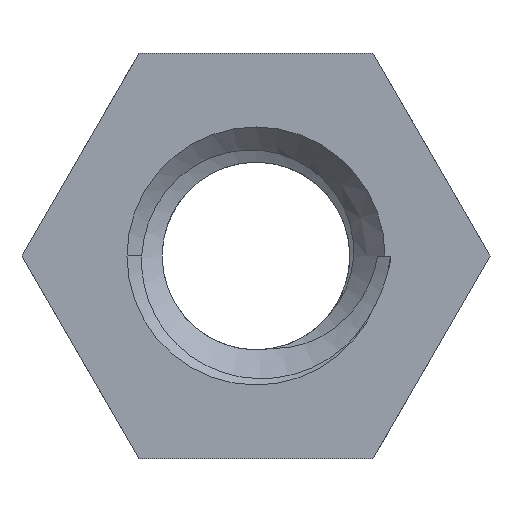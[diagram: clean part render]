
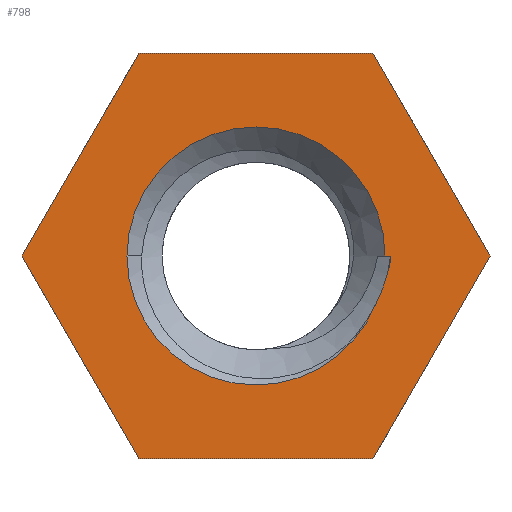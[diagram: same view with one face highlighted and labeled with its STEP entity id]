
A CAD part, front view. The second image highlights one B-rep face of the part: STEP entity #798.
In plain terms, the highlighted planar face has unit normal (0, -1, 0).
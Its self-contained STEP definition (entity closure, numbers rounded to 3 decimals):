
#2=DIRECTION('',(-0.5,0.,0.866));
#3=VECTOR('',#2,3.118);
#4=CARTESIAN_POINT('',(-1.559,0.,-2.7));
#5=LINE('',#4,#3);
#6=DIRECTION('',(0.5,0.,0.866));
#7=VECTOR('',#6,3.118);
#8=CARTESIAN_POINT('',(-3.118,0.,0.));
#9=LINE('',#8,#7);
#10=DIRECTION('',(1.,0.,0.));
#11=VECTOR('',#10,3.118);
#12=CARTESIAN_POINT('',(-1.559,0.,2.7));
#13=LINE('',#12,#11);
#14=DIRECTION('',(0.5,0.,-0.866));
#15=VECTOR('',#14,3.118);
#16=CARTESIAN_POINT('',(1.559,0.,2.7));
#17=LINE('',#16,#15);
#18=DIRECTION('',(-0.5,0.,-0.866));
#19=VECTOR('',#18,3.118);
#20=CARTESIAN_POINT('',(3.118,0.,0.));
#21=LINE('',#20,#19);
#22=DIRECTION('',(-1.,0.,0.));
#23=VECTOR('',#22,3.118);
#24=CARTESIAN_POINT('',(1.559,0.,-2.7));
#25=LINE('',#24,#23);
#26=DIRECTION('',(-1.,0.,0.));
#27=VECTOR('',#26,0.073);
#28=CARTESIAN_POINT('',(1.791,0.,0.));
#29=LINE('',#28,#27);
#30=CARTESIAN_POINT('',(0.,0.,0.));
#31=DIRECTION('',(0.,1.,0.));
#32=DIRECTION('',(-1.,0.,0.));
#33=AXIS2_PLACEMENT_3D('',#30,#31,#32);
#35=CARTESIAN_POINT('',(0.,0.,0.));
#36=DIRECTION('',(0.,1.,0.));
#37=DIRECTION('',(0.931,0.,-0.365));
#38=AXIS2_PLACEMENT_3D('',#35,#36,#37);
#40=CARTESIAN_POINT('',(1.791,0.,0.));
#41=CARTESIAN_POINT('',(1.785,0.,-0.055));
#42=CARTESIAN_POINT('',(1.768,0.,-0.163));
#43=CARTESIAN_POINT('',(1.728,0.,-0.324));
#44=CARTESIAN_POINT('',(1.672,0.,-0.48));
#45=CARTESIAN_POINT('',(1.626,0.,-0.58));
#46=CARTESIAN_POINT('',(1.6,0.,-0.628));
#716=CARTESIAN_POINT('',(-1.559,0.,-2.7));
#717=CARTESIAN_POINT('',(-3.118,0.,0.));
#718=VERTEX_POINT('',#716);
#719=VERTEX_POINT('',#717);
#720=CARTESIAN_POINT('',(-1.559,0.,2.7));
#721=VERTEX_POINT('',#720);
#722=CARTESIAN_POINT('',(1.559,0.,2.7));
#723=VERTEX_POINT('',#722);
#724=CARTESIAN_POINT('',(3.118,0.,0.));
#725=VERTEX_POINT('',#724);
#726=CARTESIAN_POINT('',(1.559,0.,-2.7));
#727=VERTEX_POINT('',#726);
#738=CARTESIAN_POINT('',(1.791,0.,0.));
#739=CARTESIAN_POINT('',(1.719,0.,0.));
#740=VERTEX_POINT('',#738);
#741=VERTEX_POINT('',#739);
#742=VERTEX_POINT('',#46);
#760=CARTESIAN_POINT('',(-1.719,0.,0.));
#761=VERTEX_POINT('',#760);
#769=CARTESIAN_POINT('',(0.,0.,0.));
#770=DIRECTION('',(0.,1.,0.));
#771=DIRECTION('',(1.,0.,0.));
#772=AXIS2_PLACEMENT_3D('',#769,#770,#771);
#773=PLANE('',#772);
#775=ORIENTED_EDGE('',*,*,#774,.T.);
#777=ORIENTED_EDGE('',*,*,#776,.T.);
#779=ORIENTED_EDGE('',*,*,#778,.T.);
#781=ORIENTED_EDGE('',*,*,#780,.T.);
#783=ORIENTED_EDGE('',*,*,#782,.T.);
#785=ORIENTED_EDGE('',*,*,#784,.T.);
#786=EDGE_LOOP('',(#775,#777,#779,#781,#783,#785));
#787=FACE_OUTER_BOUND('',#786,.F.);
#789=ORIENTED_EDGE('',*,*,#788,.T.);
#791=ORIENTED_EDGE('',*,*,#790,.F.);
#793=ORIENTED_EDGE('',*,*,#792,.F.);
#795=ORIENTED_EDGE('',*,*,#794,.F.);
#796=EDGE_LOOP('',(#789,#791,#793,#795));
#797=FACE_BOUND('',#796,.F.);
#798=ADVANCED_FACE('',(#787,#797),#773,.F.);
#34=CIRCLE('',#33,1.719);
#39=CIRCLE('',#38,1.719);
#47=B_SPLINE_CURVE_WITH_KNOTS('',3,(#40,#41,#42,#43,#44,#45,#46),.UNSPECIFIED.,
.F.,.F.,(4,1,1,1,4),(0.,0.25,0.5,0.75,1.),.UNSPECIFIED.);
#774=EDGE_CURVE('',#718,#719,#5,.T.);
#776=EDGE_CURVE('',#719,#721,#9,.T.);
#778=EDGE_CURVE('',#721,#723,#13,.T.);
#780=EDGE_CURVE('',#723,#725,#17,.T.);
#782=EDGE_CURVE('',#725,#727,#21,.T.);
#784=EDGE_CURVE('',#727,#718,#25,.T.);
#788=EDGE_CURVE('',#740,#741,#29,.T.);
#790=EDGE_CURVE('',#761,#741,#34,.T.);
#792=EDGE_CURVE('',#742,#761,#39,.T.);
#794=EDGE_CURVE('',#740,#742,#47,.T.);
